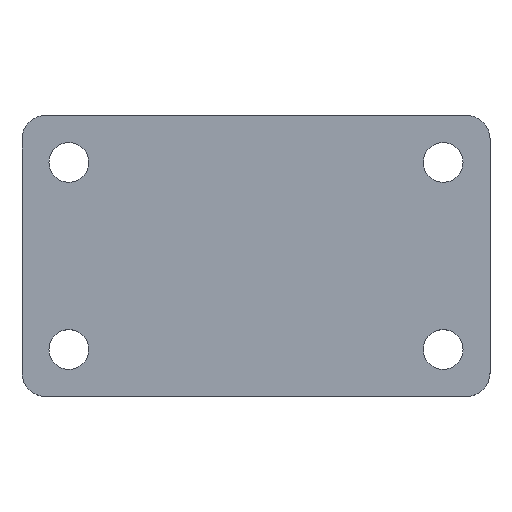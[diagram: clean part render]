
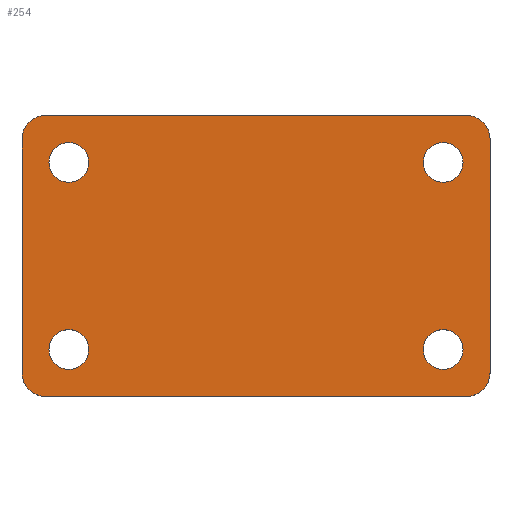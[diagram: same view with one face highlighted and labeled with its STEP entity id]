
A CAD part, top view. The second image highlights one B-rep face of the part: STEP entity #254.
In plain terms, the highlighted planar face has unit normal (0, 0, 1).
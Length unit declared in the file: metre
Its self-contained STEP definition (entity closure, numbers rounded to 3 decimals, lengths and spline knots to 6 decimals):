
#12=CIRCLE('',#277,0.0017);
#14=CIRCLE('',#280,0.0017);
#16=CIRCLE('',#283,0.0017);
#18=CIRCLE('',#286,0.0017);
#20=CIRCLE('',#290,0.002);
#21=CIRCLE('',#291,0.002);
#22=CIRCLE('',#292,0.002);
#23=CIRCLE('',#293,0.002);
#60=ORIENTED_EDGE('',*,*,#118,.F.);
#61=ORIENTED_EDGE('',*,*,#116,.F.);
#62=ORIENTED_EDGE('',*,*,#114,.F.);
#63=ORIENTED_EDGE('',*,*,#112,.F.);
#64=ORIENTED_EDGE('',*,*,#102,.F.);
#65=ORIENTED_EDGE('',*,*,#124,.T.);
#66=ORIENTED_EDGE('',*,*,#104,.T.);
#67=ORIENTED_EDGE('',*,*,#125,.T.);
#68=ORIENTED_EDGE('',*,*,#108,.T.);
#69=ORIENTED_EDGE('',*,*,#126,.T.);
#70=ORIENTED_EDGE('',*,*,#122,.F.);
#71=ORIENTED_EDGE('',*,*,#127,.T.);
#102=EDGE_CURVE('',#134,#135,#158,.T.);
#104=EDGE_CURVE('',#136,#137,#160,.T.);
#108=EDGE_CURVE('',#140,#141,#164,.T.);
#112=EDGE_CURVE('',#144,#144,#12,.T.);
#114=EDGE_CURVE('',#146,#146,#14,.T.);
#116=EDGE_CURVE('',#148,#148,#16,.T.);
#118=EDGE_CURVE('',#150,#150,#18,.T.);
#122=EDGE_CURVE('',#154,#155,#170,.T.);
#124=EDGE_CURVE('',#134,#136,#20,.T.);
#125=EDGE_CURVE('',#137,#140,#21,.T.);
#126=EDGE_CURVE('',#141,#155,#22,.T.);
#127=EDGE_CURVE('',#154,#135,#23,.T.);
#134=VERTEX_POINT('',#387);
#135=VERTEX_POINT('',#389);
#136=VERTEX_POINT('',#393);
#137=VERTEX_POINT('',#394);
#140=VERTEX_POINT('',#402);
#141=VERTEX_POINT('',#403);
#144=VERTEX_POINT('',#411);
#146=VERTEX_POINT('',#416);
#148=VERTEX_POINT('',#421);
#150=VERTEX_POINT('',#426);
#154=VERTEX_POINT('',#434);
#155=VERTEX_POINT('',#436);
#158=LINE('',#388,#174);
#160=LINE('',#392,#176);
#164=LINE('',#401,#180);
#170=LINE('',#435,#186);
#174=VECTOR('',#309,1.);
#176=VECTOR('',#313,1.);
#180=VECTOR('',#319,1.);
#186=VECTOR('',#351,1.);
#200=EDGE_LOOP('',(#60));
#201=EDGE_LOOP('',(#61));
#202=EDGE_LOOP('',(#62));
#203=EDGE_LOOP('',(#63));
#204=EDGE_LOOP('',(#64,#65,#66,#67,#68,#69,#70,#71));
#226=FACE_BOUND('',#200,.T.);
#227=FACE_BOUND('',#201,.T.);
#228=FACE_BOUND('',#202,.T.);
#229=FACE_BOUND('',#203,.T.);
#230=FACE_BOUND('',#204,.T.);
#244=PLANE('',#289);
#254=ADVANCED_FACE('',(#226,#227,#228,#229,#230),#244,.T.);
#277=AXIS2_PLACEMENT_3D('',#410,#325,#326);
#280=AXIS2_PLACEMENT_3D('',#415,#331,#332);
#283=AXIS2_PLACEMENT_3D('',#420,#337,#338);
#286=AXIS2_PLACEMENT_3D('',#425,#343,#344);
#289=AXIS2_PLACEMENT_3D('',#438,#353,#354);
#290=AXIS2_PLACEMENT_3D('',#439,#355,#356);
#291=AXIS2_PLACEMENT_3D('',#440,#357,#358);
#292=AXIS2_PLACEMENT_3D('',#441,#359,#360);
#293=AXIS2_PLACEMENT_3D('',#442,#361,#362);
#309=DIRECTION('',(-1.,0.,0.));
#313=DIRECTION('',(0.,1.,0.));
#319=DIRECTION('',(-1.,0.,0.));
#325=DIRECTION('',(0.,0.,1.));
#326=DIRECTION('',(1.,0.,0.));
#331=DIRECTION('',(0.,0.,1.));
#332=DIRECTION('',(1.,0.,0.));
#337=DIRECTION('',(0.,0.,1.));
#338=DIRECTION('',(1.,0.,0.));
#343=DIRECTION('',(0.,0.,1.));
#344=DIRECTION('',(1.,0.,0.));
#351=DIRECTION('',(0.,1.,0.));
#353=DIRECTION('',(0.,0.,1.));
#354=DIRECTION('',(1.,0.,0.));
#355=DIRECTION('',(0.,0.,1.));
#356=DIRECTION('',(1.,0.,0.));
#357=DIRECTION('',(0.,0.,1.));
#358=DIRECTION('',(1.,0.,0.));
#359=DIRECTION('',(0.,0.,1.));
#360=DIRECTION('',(1.,0.,0.));
#361=DIRECTION('',(0.,0.,1.));
#362=DIRECTION('',(1.,0.,0.));
#387=CARTESIAN_POINT('',(0.018,-0.012,0.0279));
#388=CARTESIAN_POINT('',(0.,-0.012,0.0279));
#389=CARTESIAN_POINT('',(-0.018,-0.012,0.0279));
#392=CARTESIAN_POINT('',(0.02,0.,0.0279));
#393=CARTESIAN_POINT('',(0.02,-0.01,0.0279));
#394=CARTESIAN_POINT('',(0.02,0.01,0.0279));
#401=CARTESIAN_POINT('',(0.,0.012,0.0279));
#402=CARTESIAN_POINT('',(0.018,0.012,0.0279));
#403=CARTESIAN_POINT('',(-0.018,0.012,0.0279));
#410=CARTESIAN_POINT('',(0.016,-0.008,0.0279));
#411=CARTESIAN_POINT('',(0.0177,-0.008,0.0279));
#415=CARTESIAN_POINT('',(0.016,0.008,0.0279));
#416=CARTESIAN_POINT('',(0.0177,0.008,0.0279));
#420=CARTESIAN_POINT('',(-0.016,-0.008,0.0279));
#421=CARTESIAN_POINT('',(-0.0143,-0.008,0.0279));
#425=CARTESIAN_POINT('',(-0.016,0.008,0.0279));
#426=CARTESIAN_POINT('',(-0.0143,0.008,0.0279));
#434=CARTESIAN_POINT('',(-0.02,-0.01,0.0279));
#435=CARTESIAN_POINT('',(-0.02,0.,0.0279));
#436=CARTESIAN_POINT('',(-0.02,0.01,0.0279));
#438=CARTESIAN_POINT('',(0.,0.,0.0279));
#439=CARTESIAN_POINT('',(0.018,-0.01,0.0279));
#440=CARTESIAN_POINT('',(0.018,0.01,0.0279));
#441=CARTESIAN_POINT('',(-0.018,0.01,0.0279));
#442=CARTESIAN_POINT('',(-0.018,-0.01,0.0279));
